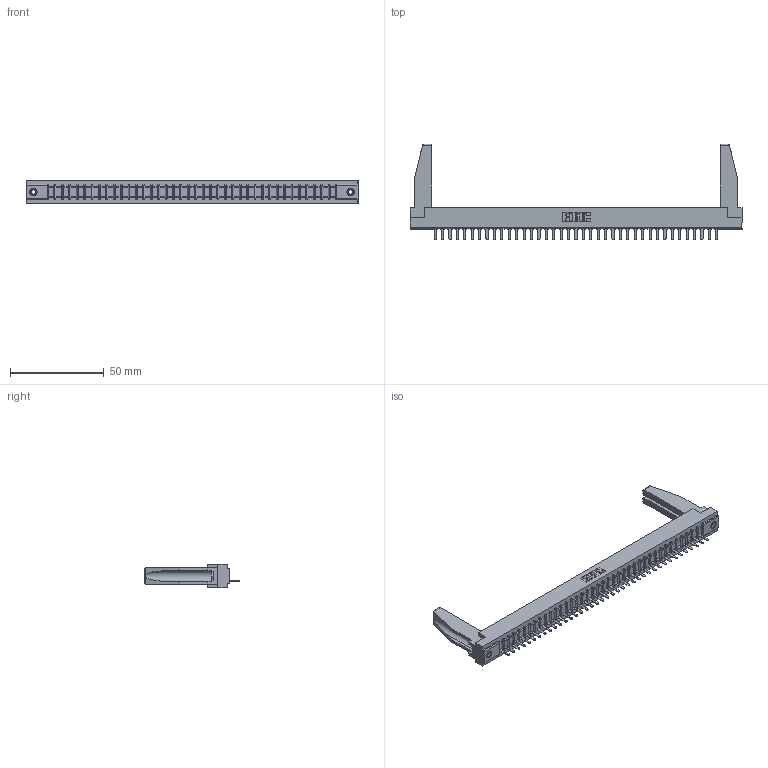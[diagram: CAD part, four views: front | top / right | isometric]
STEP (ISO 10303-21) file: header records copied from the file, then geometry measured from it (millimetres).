
FILE_DESCRIPTION (( 'STEP AP203' ), '1' );
FILE_NAME ('307-039-421-178.STEP', '2020-09-29T08:22:18', ( '' ), ( '' ), 'SwSTEP 2.0', 'SolidWorks 2020', '' );
FILE_SCHEMA (( 'CONFIG_CONTROL_DESIGN' ));
Length unit declared in the file: inch
Products named in the file (5): 307-039-421-178; 345-250-001_345-250-001-102; 307 Part_.156 Dia Mounting Holes; 307-290-002_521; 307-220-078
Assembly tree (44 placements, depth 2):
  307-039-421-178
    307 Part_.156 Dia Mounting Holes
    307-290-002_521  x39
    307-220-078  x2
    345-250-001_345-250-001-102  x2
Bounding box: 177.55 x 51.13 x 12.7 mm (x, y, z)
Volume: 22972.9 mm3; surface area: 27630.3 mm2
Topology: 44 solids, 44 shells, 3174 faces, 9701 edges, 6350 vertices
Faces by surface type: plane 1909, cylinder 1169, sphere 80, cone 12, torus 4
Entity records: 36961 total; most frequent: CARTESIAN_POINT 6234, ORIENTED_EDGE 6180, DIRECTION 6014, EDGE_CURVE 3090, VECTOR 2370, LINE 2370, VERTEX_POINT 2000, AXIS2_PLACEMENT_3D 1822
